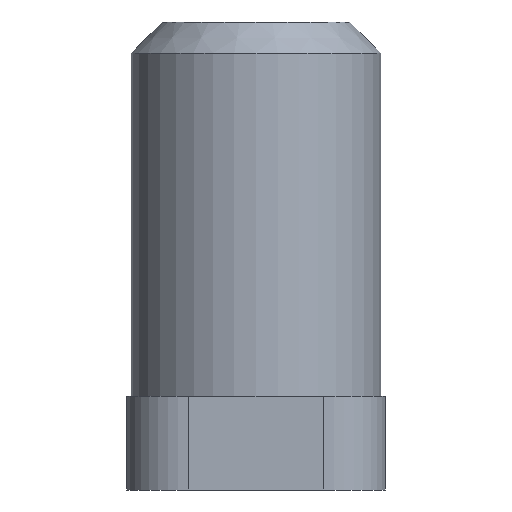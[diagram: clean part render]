
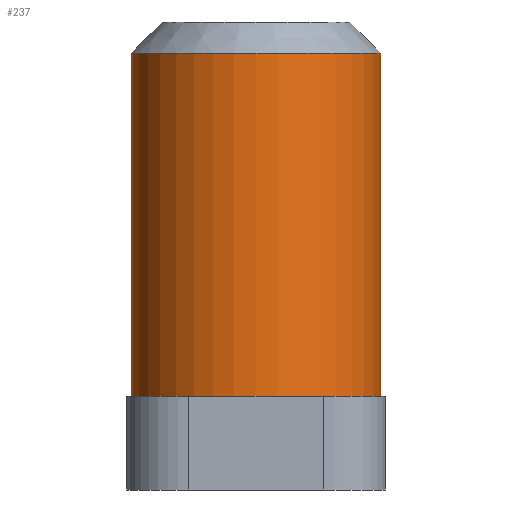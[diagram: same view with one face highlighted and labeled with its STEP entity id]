
A CAD part, front view. The second image highlights one B-rep face of the part: STEP entity #237.
In plain terms, the highlighted cylindrical face has radius 4 mm (diameter 8 mm), a full revolution.
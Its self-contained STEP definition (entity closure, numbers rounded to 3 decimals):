
#25=CYLINDRICAL_SURFACE('',#267,4.);
#32=FACE_OUTER_BOUND('',#46,.T.);
#46=EDGE_LOOP('',(#173,#174,#175,#176));
#63=LINE('',#378,#82);
#82=VECTOR('',#303,4.);
#101=CIRCLE('',#266,4.);
#102=CIRCLE('',#268,4.);
#115=VERTEX_POINT('',#373);
#116=VERTEX_POINT('',#377);
#138=EDGE_CURVE('',#115,#115,#101,.T.);
#139=EDGE_CURVE('',#115,#116,#63,.T.);
#140=EDGE_CURVE('',#116,#116,#102,.T.);
#173=ORIENTED_EDGE('',*,*,#138,.F.);
#174=ORIENTED_EDGE('',*,*,#139,.T.);
#175=ORIENTED_EDGE('',*,*,#140,.F.);
#176=ORIENTED_EDGE('',*,*,#139,.F.);
#237=ADVANCED_FACE('',(#32),#25,.T.);
#266=AXIS2_PLACEMENT_3D('',#375,#299,#300);
#267=AXIS2_PLACEMENT_3D('',#376,#301,#302);
#268=AXIS2_PLACEMENT_3D('',#379,#304,#305);
#299=DIRECTION('center_axis',(0.,0.,1.));
#300=DIRECTION('ref_axis',(-1.,0.,0.));
#301=DIRECTION('center_axis',(0.,0.,1.));
#302=DIRECTION('ref_axis',(-1.,0.,0.));
#303=DIRECTION('',(0.,0.,-1.));
#304=DIRECTION('center_axis',(0.,0.,-1.));
#305=DIRECTION('ref_axis',(-1.,0.,0.));
#373=CARTESIAN_POINT('',(4.,0.,14.));
#375=CARTESIAN_POINT('Origin',(0.,0.,14.));
#376=CARTESIAN_POINT('Origin',(0.,0.,3.));
#377=CARTESIAN_POINT('',(4.,0.,3.));
#378=CARTESIAN_POINT('',(4.,0.,3.));
#379=CARTESIAN_POINT('Origin',(0.,0.,3.));
